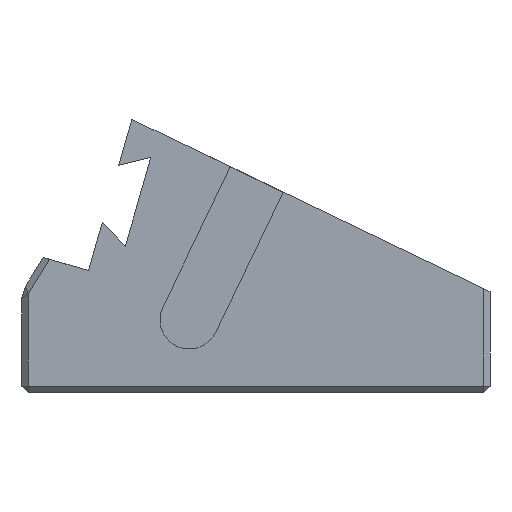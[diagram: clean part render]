
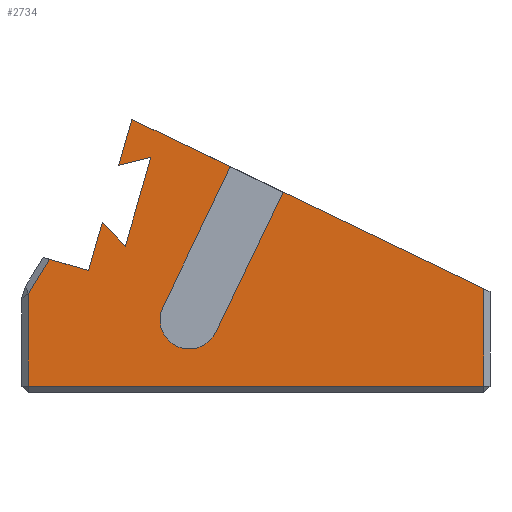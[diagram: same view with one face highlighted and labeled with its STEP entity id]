
A CAD part, left-side view. The second image highlights one B-rep face of the part: STEP entity #2734.
In plain terms, the highlighted planar face has unit normal (-1, 0, 0).
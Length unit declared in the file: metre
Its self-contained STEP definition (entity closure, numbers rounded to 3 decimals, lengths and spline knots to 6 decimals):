
#46=CIRCLE('',#2923,0.00275);
#116=ORIENTED_EDGE('',*,*,#897,.F.);
#117=ORIENTED_EDGE('',*,*,#915,.T.);
#118=ORIENTED_EDGE('',*,*,#916,.F.);
#119=ORIENTED_EDGE('',*,*,#917,.T.);
#120=ORIENTED_EDGE('',*,*,#918,.F.);
#121=ORIENTED_EDGE('',*,*,#919,.T.);
#122=ORIENTED_EDGE('',*,*,#920,.T.);
#123=ORIENTED_EDGE('',*,*,#921,.T.);
#124=ORIENTED_EDGE('',*,*,#922,.T.);
#125=ORIENTED_EDGE('',*,*,#923,.T.);
#126=ORIENTED_EDGE('',*,*,#924,.F.);
#127=ORIENTED_EDGE('',*,*,#925,.T.);
#128=ORIENTED_EDGE('',*,*,#926,.T.);
#129=ORIENTED_EDGE('',*,*,#927,.T.);
#130=ORIENTED_EDGE('',*,*,#928,.T.);
#897=EDGE_CURVE('',#1297,#1298,#1570,.T.);
#915=EDGE_CURVE('',#1297,#1314,#1587,.T.);
#916=EDGE_CURVE('',#1315,#1314,#46,.T.);
#917=EDGE_CURVE('',#1315,#1316,#1588,.T.);
#918=EDGE_CURVE('',#1317,#1316,#1589,.T.);
#919=EDGE_CURVE('',#1317,#1318,#1590,.F.);
#920=EDGE_CURVE('',#1318,#1319,#1591,.T.);
#921=EDGE_CURVE('',#1319,#1320,#1592,.T.);
#922=EDGE_CURVE('',#1320,#1321,#1593,.T.);
#923=EDGE_CURVE('',#1321,#1322,#1594,.F.);
#924=EDGE_CURVE('',#1323,#1322,#1595,.T.);
#925=EDGE_CURVE('',#1323,#1324,#1596,.T.);
#926=EDGE_CURVE('',#1324,#1325,#1597,.T.);
#927=EDGE_CURVE('',#1325,#1326,#1598,.T.);
#928=EDGE_CURVE('',#1326,#1298,#1599,.T.);
#1297=VERTEX_POINT('',#3886);
#1298=VERTEX_POINT('',#3888);
#1314=VERTEX_POINT('',#3924);
#1315=VERTEX_POINT('',#3926);
#1316=VERTEX_POINT('',#3928);
#1317=VERTEX_POINT('',#3930);
#1318=VERTEX_POINT('',#3932);
#1319=VERTEX_POINT('',#3934);
#1320=VERTEX_POINT('',#3936);
#1321=VERTEX_POINT('',#3938);
#1322=VERTEX_POINT('',#3940);
#1323=VERTEX_POINT('',#3942);
#1324=VERTEX_POINT('',#3944);
#1325=VERTEX_POINT('',#3946);
#1326=VERTEX_POINT('',#3948);
#1570=LINE('',#3887,#1920);
#1587=LINE('',#3923,#1937);
#1588=LINE('',#3927,#1938);
#1589=LINE('',#3929,#1939);
#1590=LINE('',#3931,#1940);
#1591=LINE('',#3933,#1941);
#1592=LINE('',#3935,#1942);
#1593=LINE('',#3937,#1943);
#1594=LINE('',#3939,#1944);
#1595=LINE('',#3941,#1945);
#1596=LINE('',#3943,#1946);
#1597=LINE('',#3945,#1947);
#1598=LINE('',#3947,#1948);
#1599=LINE('',#3949,#1949);
#1920=VECTOR('',#3128,1.);
#1937=VECTOR('',#3151,1.);
#1938=VECTOR('',#3154,1.);
#1939=VECTOR('',#3155,1.);
#1940=VECTOR('',#3156,1.);
#1941=VECTOR('',#3157,1.);
#1942=VECTOR('',#3158,1.);
#1943=VECTOR('',#3159,1.);
#1944=VECTOR('',#3160,1.);
#1945=VECTOR('',#3161,1.);
#1946=VECTOR('',#3162,1.);
#1947=VECTOR('',#3163,1.);
#1948=VECTOR('',#3164,1.);
#1949=VECTOR('',#3165,1.);
#2270=EDGE_LOOP('',(#116,#117,#118,#119,#120,#121,#122,#123,#124,#125,#126,
#127,#128,#129,#130));
#2439=FACE_BOUND('',#2270,.T.);
#2610=PLANE('',#2922);
#2734=ADVANCED_FACE('',(#2439),#2610,.F.);
#2922=AXIS2_PLACEMENT_3D('',#3922,#3149,#3150);
#2923=AXIS2_PLACEMENT_3D('',#3925,#3152,#3153);
#3128=DIRECTION('',(0.,-0.901,-0.433));
#3149=DIRECTION('',(1.,0.,0.));
#3150=DIRECTION('',(0.,0.966,0.259));
#3151=DIRECTION('',(0.,0.433,-0.901));
#3152=DIRECTION('',(-1.,0.,0.));
#3153=DIRECTION('',(0.,-0.966,-0.259));
#3154=DIRECTION('',(0.,-0.433,0.901));
#3155=DIRECTION('',(0.,-0.901,-0.433));
#3156=DIRECTION('',(0.,-0.276,0.961));
#3157=DIRECTION('',(0.,-0.97,0.242));
#3158=DIRECTION('',(0.,0.276,-0.961));
#3159=DIRECTION('',(0.,0.694,0.72));
#3160=DIRECTION('',(0.,-0.276,0.961));
#3161=DIRECTION('',(0.,-0.961,-0.276));
#3162=DIRECTION('',(0.,0.528,-0.849));
#3163=DIRECTION('',(0.,0.,-1.));
#3164=DIRECTION('',(0.,-1.,0.));
#3165=DIRECTION('',(0.,0.,1.));
#3886=CARTESIAN_POINT('',(-0.023,-0.002549,0.018852));
#3887=CARTESIAN_POINT('',(-0.023,0.011669,0.025688));
#3888=CARTESIAN_POINT('',(-0.023,-0.0214,0.009788));
#3922=CARTESIAN_POINT('',(-0.023,0.,0.));
#3923=CARTESIAN_POINT('',(-0.023,0.000623,0.012254));
#3924=CARTESIAN_POINT('',(-0.023,0.003795,0.005656));
#3925=CARTESIAN_POINT('',(-0.023,0.006274,0.006848));
#3926=CARTESIAN_POINT('',(-0.023,0.008752,0.008039));
#3927=CARTESIAN_POINT('',(-0.023,0.00558,0.014637));
#3928=CARTESIAN_POINT('',(-0.023,0.002407,0.021235));
#3929=CARTESIAN_POINT('',(-0.023,0.011669,0.025688));
#3930=CARTESIAN_POINT('',(-0.023,0.011669,0.025688));
#3931=CARTESIAN_POINT('',(-0.023,0.013681,0.018681));
#3932=CARTESIAN_POINT('',(-0.023,0.012912,0.021361));
#3933=CARTESIAN_POINT('',(-0.023,0.005762,0.023141));
#3934=CARTESIAN_POINT('',(-0.023,0.009886,0.022114));
#3935=CARTESIAN_POINT('',(-0.023,0.014999,0.004306));
#3936=CARTESIAN_POINT('',(-0.023,0.012285,0.013759));
#3937=CARTESIAN_POINT('',(-0.023,-0.000515,0.000497));
#3938=CARTESIAN_POINT('',(-0.023,0.01445,0.016002));
#3939=CARTESIAN_POINT('',(-0.023,0.013681,0.018681));
#3940=CARTESIAN_POINT('',(-0.023,0.015748,0.011482));
#3941=CARTESIAN_POINT('',(-0.023,0.01833,0.012224));
#3942=CARTESIAN_POINT('',(-0.023,0.019407,0.012533));
#3943=CARTESIAN_POINT('',(-0.023,0.021491,0.009183));
#3944=CARTESIAN_POINT('',(-0.023,0.0214,0.009329));
#3945=CARTESIAN_POINT('',(-0.023,0.0214,0.));
#3946=CARTESIAN_POINT('',(-0.023,0.0214,0.0006));
#3947=CARTESIAN_POINT('',(-0.023,-0.022,0.0006));
#3948=CARTESIAN_POINT('',(-0.023,-0.0214,0.0006));
#3949=CARTESIAN_POINT('',(-0.023,-0.0214,0.));
